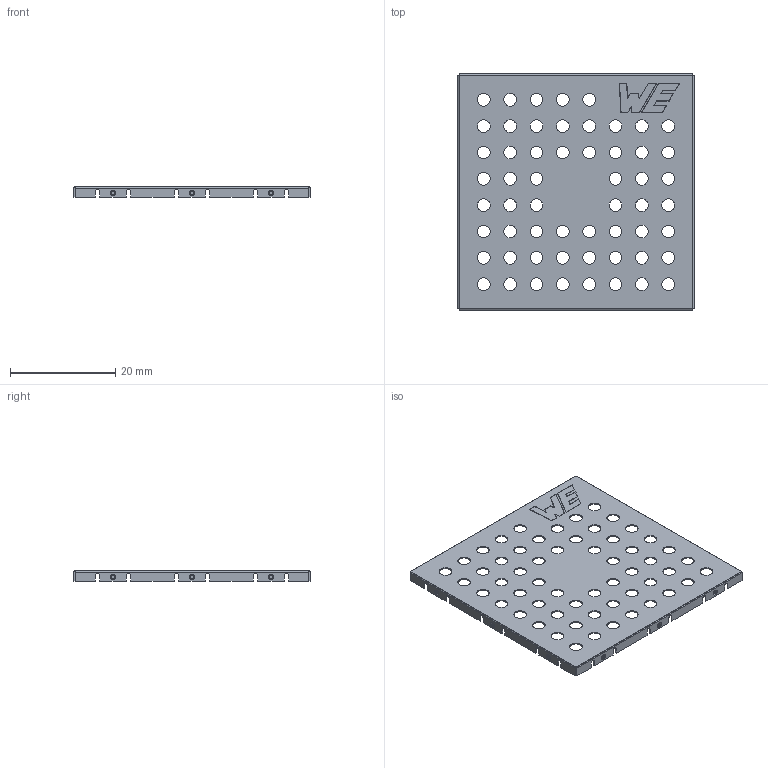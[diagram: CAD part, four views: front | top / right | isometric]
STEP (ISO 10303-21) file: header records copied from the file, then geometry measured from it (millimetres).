
FILE_DESCRIPTION(/* description */ ('Unknown'),/* implementation_level */ '2;1');
FILE_NAME(/* name */ '36007400S',/* time_stamp */ '2016-03-24T14:07:40+01:00',/* author */ ('Unknown'),/* organization */ ('Unknown'),/* preprocessor_version */ 'ST-DEVELOPER v16.7',/* originating_system */ 'DEX',/* authorisation */ $);
FILE_SCHEMA (('AUTOMOTIVE_DESIGN {1 0 10303 214 3 1 1}'));
Length unit declared in the file: millimetre
Products named in the file (1): 36007400S
Bounding box: 44.83 x 44.83 x 2 mm (x, y, z)
Volume: 407.1 mm3; surface area: 4213 mm2
Topology: 1 solids, 1 shells, 308 faces, 832 edges, 552 vertices
Faces by surface type: plane 171, cylinder 89, torus 48
Full cylindrical faces by diameter (mm): 2.4 x57
Entity records: 8922 total; most frequent: DIRECTION 1538, CARTESIAN_POINT 1474, ORIENTED_EDGE 1340, EDGE_CURVE 670, AXIS2_PLACEMENT_3D 559, EDGE_LOOP 553, FACE_BOUND 553, VERTEX_POINT 495
